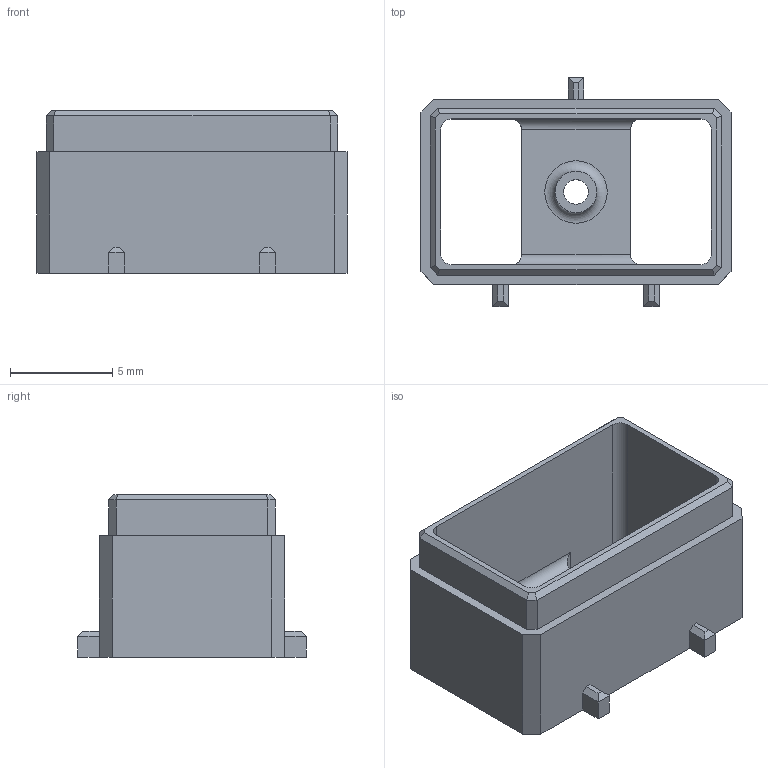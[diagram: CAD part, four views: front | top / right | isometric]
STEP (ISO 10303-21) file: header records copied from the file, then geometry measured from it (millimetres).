
FILE_DESCRIPTION(/* description */ (''),/* implementation_level */ '2;1');
FILE_NAME(/* name */ '2_Upper Instrument Panel/DLP/OH1A2A-25 - Master Mode Pushbutton Actuator.step',/* time_stamp */ '2020-01-02T13:03:47+01:00',/* author */ (''),/* organization */ (''),/* preprocessor_version */ 'ST-DEVELOPER v18',/* originating_system */ 'Autodesk Translation Framework v8.12.0.6',/* authorisation */ '');
FILE_SCHEMA (('AUTOMOTIVE_DESIGN { 1 0 10303 214 3 1 1 }'));
Length unit declared in the file: millimetre
Products named in the file (1): MASTER MODE PUSHBUTTON ACTUATOR
Bounding box: 15.13 x 11.18 x 7.94 mm (x, y, z)
Volume: 346.1 mm3; surface area: 862.6 mm2
Topology: 1 solids, 1 shells, 69 faces, 183 edges, 117 vertices
Faces by surface type: plane 56, cylinder 12, torus 1
Full cylindrical faces by diameter (mm): 1.191 x1, 2.032 x1
Entity records: 2155 total; most frequent: CARTESIAN_POINT 370, ORIENTED_EDGE 366, DIRECTION 349, EDGE_CURVE 183, LINE 157, VECTOR 157, VERTEX_POINT 117, AXIS2_PLACEMENT_3D 96
